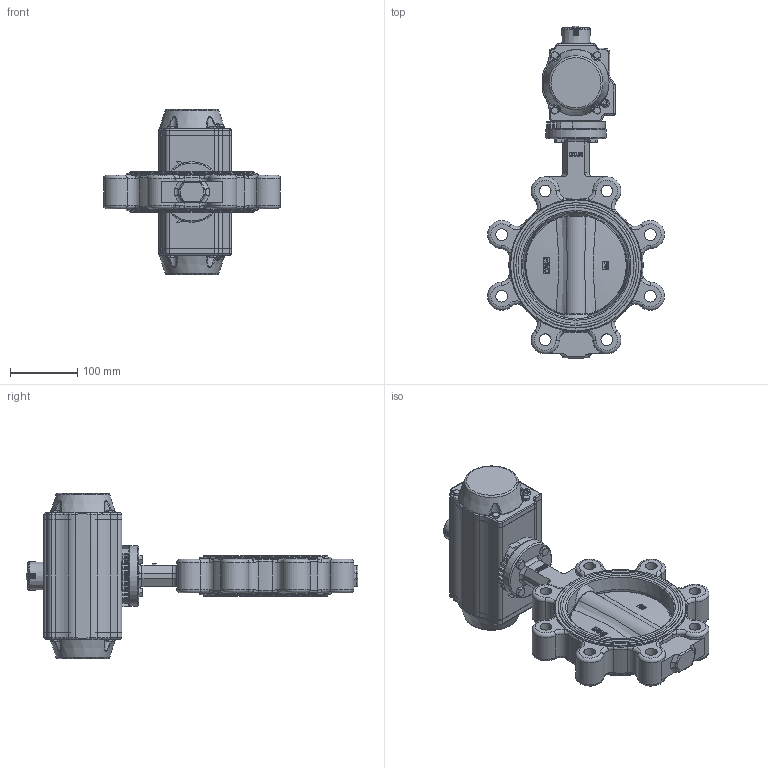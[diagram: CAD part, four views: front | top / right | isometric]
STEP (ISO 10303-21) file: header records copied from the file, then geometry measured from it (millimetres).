
FILE_DESCRIPTION(/* description */ ('Unknown','CAx-IF Rec.Pracs.---Representation and Presentation of Product Manufacturing Information (PMI)---4.0---2014-10-13','CAx-IF Rec.Pracs.---3D Tessellated Geometry---0.4---2014-09-14','2;1'),/* implementation_level */ '2;1');
FILE_NAME(/* name */ 'DW05 5200_5210_5220-14',/* time_stamp */ '2023-11-24T09:38:13+01:00',/* author */ ('Unknown'),/* organization */ ('Unknown'),/* preprocessor_version */ 'ST-DEVELOPER v18.102',/* originating_system */ 'Solid Edge',/* authorisation */ 'Unknown');
FILE_SCHEMA (('AP242_MANAGED_MODEL_BASED_3D_ENGINEERING_MIM_LF { 1 0 10303 442 1 1 4 }'));
Products named in the file (18): DW110-5.200.150; DW05_FR04_(DW110_FR81); ____; ________(___________; _____________; ______; hexagon head bolts--product grade c gb_GB_FASTENER_BOLT_HHBC M6X30-N; cup head nib bolts with large head gb_GB_FASTENER_BOLT_CHNBW M6X25-N; KP-88; LUG-DN150; DN150概极; seat; disc; shaft1; shaft2; bushing1; Raster DN40- DN150; DIN 933 M8x35 A2-70 BLK_EDST
Assembly tree (30 placements, depth 4):
  DW110-5.200.150
    DW05_FR04_(DW110_FR81)
      ____
        ________(___________  x2
        _____________  x2
        ______
      hexagon head bolts--product grade c gb_GB_FASTENER_BOLT_HHBC M6X30-N  x8
      cup head nib bolts with large head gb_GB_FASTENER_BOLT_CHNBW M6X25-N
      KP-88
    LUG-DN150
      DN150概极
      seat
      disc
      shaft1
      shaft2
      bushing1  x2
    Raster DN40- DN150
    DIN 933 M8x35 A2-70 BLK_EDST  x4
Bounding box: 263.69 x 494.81 x 246 mm (x, y, z)
Volume: 4234939.3 mm3; surface area: 544956.5 mm2
Topology: 27 solids, 27 shells, 1752 faces, 4287 edges, 2630 vertices
Faces by surface type: plane 615, cylinder 491, bspline 275, torus 211, cone 149, sphere 11
Full cylindrical faces by diameter (mm): 3 x16, 3.3 x10, 4.2 x4, 4.66 x1, 5 x18, 6 x9, 6.2 x1, 6.8 x12, 8 x4, 8.8 x2, 10 x4, 13 x4, 13.09 x1, 15 x1, 15.92 x2, 17.5 x8, 18.92 x3, 19.1 x2, 19.2 x2, 23.8 x2, 23.88 x2, 24.6 x1, 24.8 x1, 30 x2, 30.86 x1, 31.6 x1, 35.2 x1, 38.5 x1, 52.79 x2, 56 x1
Entity records: 52324 total; most frequent: CARTESIAN_POINT 19986, ORIENTED_EDGE 6520, DIRECTION 6440, EDGE_CURVE 3260, AXIS2_PLACEMENT_3D 2567, VERTEX_POINT 2141, FACE_BOUND 1737, EDGE_LOOP 1712
